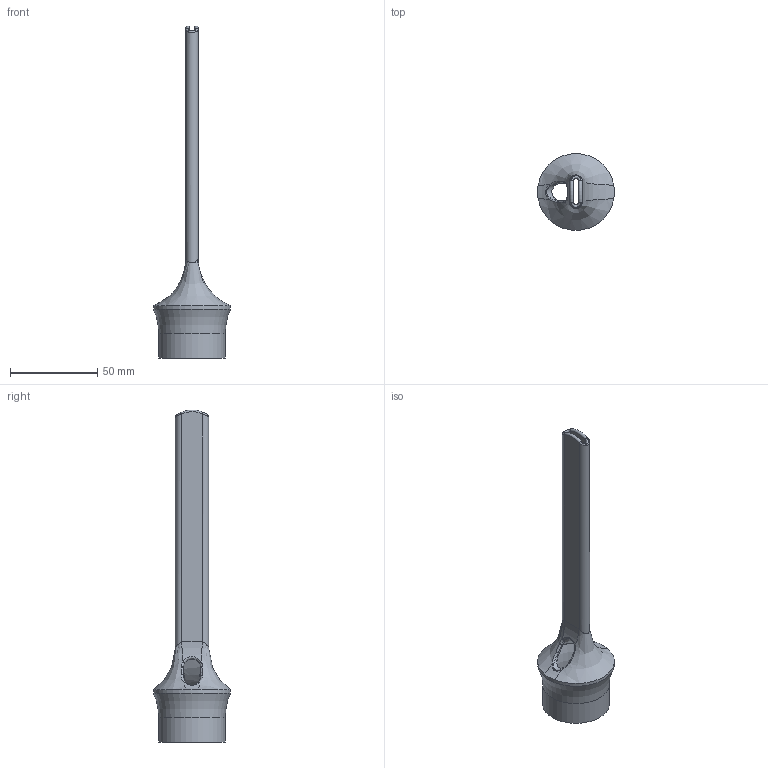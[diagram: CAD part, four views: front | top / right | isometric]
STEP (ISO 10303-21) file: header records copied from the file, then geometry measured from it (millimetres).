
FILE_DESCRIPTION(/* description */ (''),/* implementation_level */ '2;1');
FILE_NAME(/* name */ 'Midea-U-Vacuum-Nozzle.step',/* time_stamp */ '2025-06-30T21:29:21-04:00',/* author */ (''),/* organization */ (''),/* preprocessor_version */ 'ST-DEVELOPER v20.1',/* originating_system */ 'Autodesk Translation Framework v14.10.0.0',/* authorisation */ '');
FILE_SCHEMA (('AUTOMOTIVE_DESIGN { 1 0 10303 214 3 1 1 }'));
Length unit declared in the file: millimetre
Products named in the file (1): 2025-06-11-12-35-50-104
Bounding box: 44 x 44 x 190 mm (x, y, z)
Volume: 21750.6 mm3; surface area: 22140.4 mm2
Topology: 1 solids, 1 shells, 43 faces, 111 edges, 67 vertices
Faces by surface type: bspline 22, cylinder 10, plane 7, torus 4
Full cylindrical faces by diameter (mm): 34 x1, 38 x1, 40 x1, 44 x1
Entity records: 2664 total; most frequent: CARTESIAN_POINT 1718, ORIENTED_EDGE 222, DIRECTION 144, EDGE_CURVE 111, VERTEX_POINT 67, AXIS2_PLACEMENT_3D 64, B_SPLINE_CURVE_WITH_KNOTS 53, EDGE_LOOP 44
